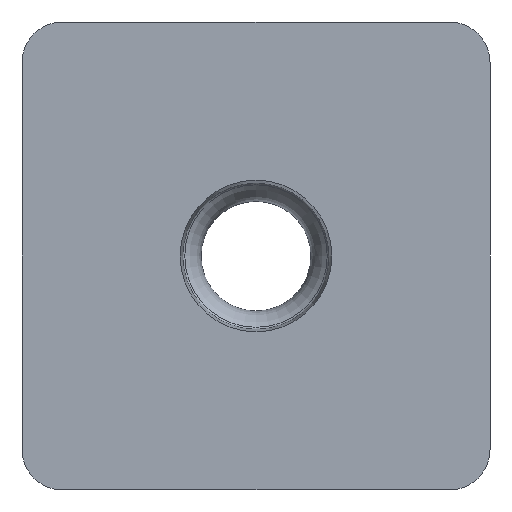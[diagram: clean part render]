
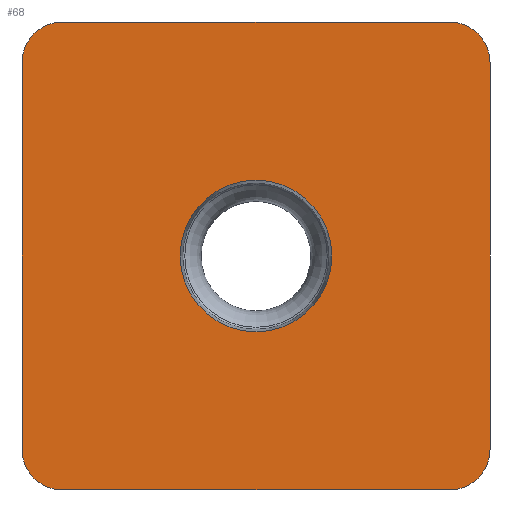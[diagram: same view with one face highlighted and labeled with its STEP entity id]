
A CAD part, top view. The second image highlights one B-rep face of the part: STEP entity #68.
In plain terms, the highlighted planar face has unit normal (0, 0, 1).
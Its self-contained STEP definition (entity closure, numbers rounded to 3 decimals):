
#46=FACE_BOUND('',#99,.T.);
#47=FACE_BOUND('',#100,.T.);
#54=PLANE('',#311);
#68=ADVANCED_FACE('',(#46,#47),#54,.T.);
#99=EDGE_LOOP('',(#175));
#100=EDGE_LOOP('',(#176,#177,#178,#179,#180,#181,#182,#183));
#107=LINE('',#488,#123);
#110=LINE('',#494,#126);
#114=LINE('',#511,#130);
#118=LINE('',#523,#134);
#123=VECTOR('',#329,1.);
#126=VECTOR('',#334,1.);
#130=VECTOR('',#352,1.);
#134=VECTOR('',#364,1.);
#175=ORIENTED_EDGE('',*,*,#225,.F.);
#176=ORIENTED_EDGE('',*,*,#216,.F.);
#177=ORIENTED_EDGE('',*,*,#220,.T.);
#178=ORIENTED_EDGE('',*,*,#239,.F.);
#179=ORIENTED_EDGE('',*,*,#237,.T.);
#180=ORIENTED_EDGE('',*,*,#233,.F.);
#181=ORIENTED_EDGE('',*,*,#231,.T.);
#182=ORIENTED_EDGE('',*,*,#227,.F.);
#183=ORIENTED_EDGE('',*,*,#223,.T.);
#195=VERTEX_POINT('',#479);
#196=VERTEX_POINT('',#481);
#198=VERTEX_POINT('',#487);
#199=VERTEX_POINT('',#491);
#202=VERTEX_POINT('',#499);
#204=VERTEX_POINT('',#504);
#205=VERTEX_POINT('',#508);
#208=VERTEX_POINT('',#516);
#209=VERTEX_POINT('',#520);
#216=EDGE_CURVE('',#195,#196,#244,.T.);
#220=EDGE_CURVE('',#195,#198,#107,.T.);
#223=EDGE_CURVE('',#199,#196,#110,.T.);
#225=EDGE_CURVE('',#202,#202,#246,.T.);
#227=EDGE_CURVE('',#199,#204,#248,.T.);
#231=EDGE_CURVE('',#205,#204,#114,.T.);
#233=EDGE_CURVE('',#205,#208,#250,.T.);
#237=EDGE_CURVE('',#209,#208,#118,.T.);
#239=EDGE_CURVE('',#209,#198,#252,.T.);
#244=CIRCLE('',#287,3.325);
#246=CIRCLE('',#292,6.22);
#248=CIRCLE('',#295,3.325);
#250=CIRCLE('',#299,3.325);
#252=CIRCLE('',#303,3.325);
#287=AXIS2_PLACEMENT_3D('',#480,#322,#323);
#292=AXIS2_PLACEMENT_3D('',#498,#339,#340);
#295=AXIS2_PLACEMENT_3D('',#503,#345,#346);
#299=AXIS2_PLACEMENT_3D('',#515,#357,#358);
#303=AXIS2_PLACEMENT_3D('',#526,#369,#370);
#311=AXIS2_PLACEMENT_3D('',#537,#385,#386);
#322=DIRECTION('',(0.,0.,-1.));
#323=DIRECTION('',(1.,0.,0.));
#329=DIRECTION('',(0.,-1.,0.));
#334=DIRECTION('',(-1.,0.,0.));
#339=DIRECTION('',(0.,0.,1.));
#340=DIRECTION('',(1.,0.,0.));
#345=DIRECTION('',(0.,0.,-1.));
#346=DIRECTION('',(1.,0.,0.));
#352=DIRECTION('',(0.,1.,0.));
#357=DIRECTION('',(0.,0.,-1.));
#358=DIRECTION('',(1.,0.,0.));
#364=DIRECTION('',(1.,0.,0.));
#369=DIRECTION('',(0.,0.,-1.));
#370=DIRECTION('',(1.,0.,0.));
#385=DIRECTION('',(0.,0.,1.));
#386=DIRECTION('',(1.,0.,0.));
#479=CARTESIAN_POINT('',(-19.2,15.875,0.));
#480=CARTESIAN_POINT('',(-15.875,15.875,0.));
#481=CARTESIAN_POINT('',(-15.875,19.2,0.));
#487=CARTESIAN_POINT('',(-19.2,-15.875,0.));
#488=CARTESIAN_POINT('',(-19.2,-7.458,0.));
#491=CARTESIAN_POINT('',(15.875,19.2,0.));
#494=CARTESIAN_POINT('',(7.458,19.2,0.));
#498=CARTESIAN_POINT('',(0.,0.,0.));
#499=CARTESIAN_POINT('',(6.22,0.,0.));
#503=CARTESIAN_POINT('',(15.875,15.875,0.));
#504=CARTESIAN_POINT('',(19.2,15.875,0.));
#508=CARTESIAN_POINT('',(19.2,-15.875,0.));
#511=CARTESIAN_POINT('',(19.2,-7.458,0.));
#515=CARTESIAN_POINT('',(15.875,-15.875,0.));
#516=CARTESIAN_POINT('',(15.875,-19.2,0.));
#520=CARTESIAN_POINT('',(-15.875,-19.2,0.));
#523=CARTESIAN_POINT('',(-7.458,-19.2,0.));
#526=CARTESIAN_POINT('',(-15.875,-15.875,0.));
#537=CARTESIAN_POINT('',(0.,0.,0.));
